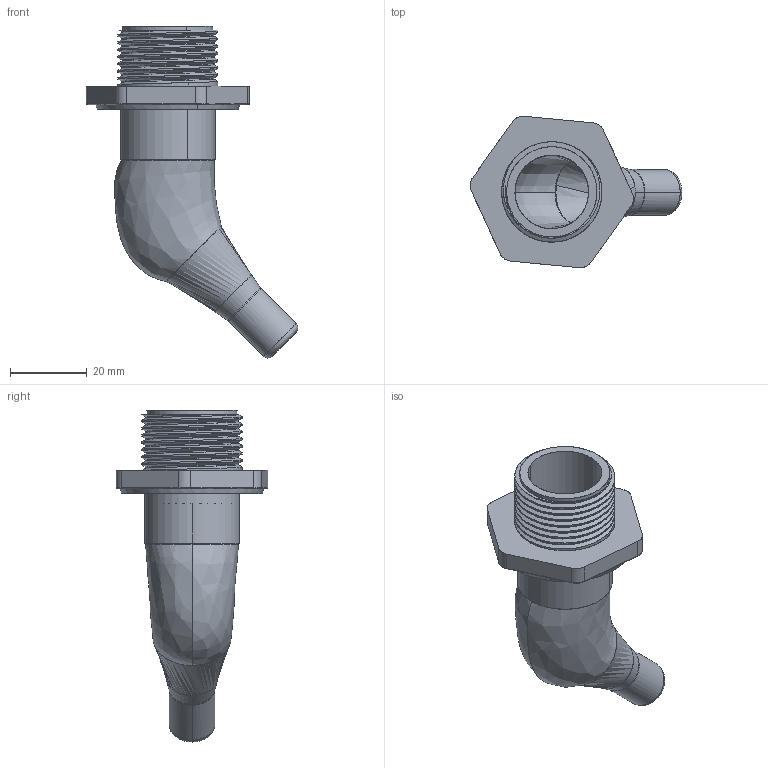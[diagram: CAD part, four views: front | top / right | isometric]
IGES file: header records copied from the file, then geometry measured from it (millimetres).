
Start section: SolidWorks IGES file using analytic representation for surfaces
Global section: file name: 2-NUP-2-45.IGS; native system: SolidWorks 2020; preprocessor: SolidWorks 2020; author: office; date: 210527.090548; units: millimetre
Bounding box: 55.05 x 39.37 x 86.29 mm (x, y, z)
Surface area: 16007.2 mm2 (no closed solid volume)
Topology: 0 solids, 0 shells, 133 faces, 2614 edges, 2614 vertices
Faces by surface type: revolution 76, bspline 57
